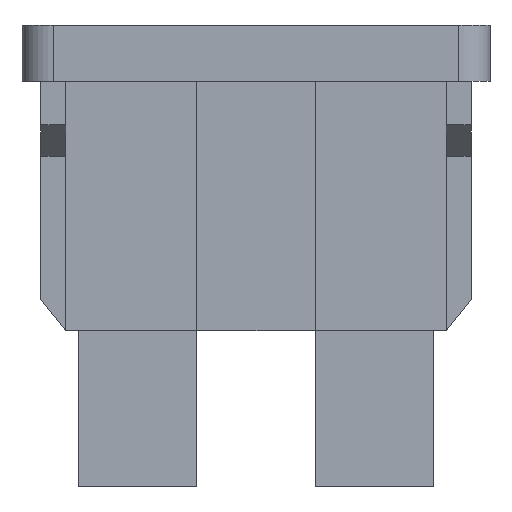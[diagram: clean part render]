
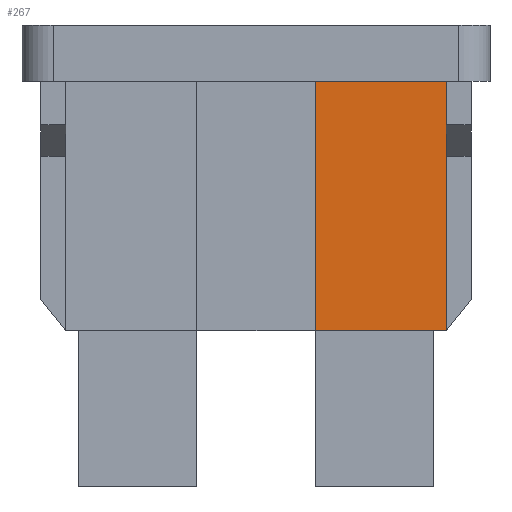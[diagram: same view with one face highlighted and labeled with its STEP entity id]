
A CAD part, front view. The second image highlights one B-rep face of the part: STEP entity #267.
In plain terms, the highlighted planar face has unit normal (0, -1, 0).
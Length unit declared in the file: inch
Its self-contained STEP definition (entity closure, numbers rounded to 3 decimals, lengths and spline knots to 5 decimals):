
#46 = EDGE_CURVE ( 'NONE', #477, #47, #1529, .T. ) ;
#47 = VERTEX_POINT ( 'NONE', #1525 ) ;
#135 = ORIENTED_EDGE ( 'NONE', *, *, #46, .F. ) ;
#246 = ORIENTED_EDGE ( 'NONE', *, *, #492, .T. ) ;
#247 = ORIENTED_EDGE ( 'NONE', *, *, #248, .F. ) ;
#248 = EDGE_CURVE ( 'NONE', #47, #483, #2071, .T. ) ;
#267 = ADVANCED_FACE ( 'NONE', ( #2149 ), #2266, .F. ) ;
#271 = ORIENTED_EDGE ( 'NONE', *, *, #476, .T. ) ;
#272 = ORIENTED_EDGE ( 'NONE', *, *, #276, .T. ) ;
#276 = EDGE_CURVE ( 'NONE', #473, #290, #2153, .T. ) ;
#283 = EDGE_LOOP ( 'NONE', ( #246, #247, #135, #271, #272 ) ) ;
#290 = VERTEX_POINT ( 'NONE', #2280 ) ;
#473 = VERTEX_POINT ( 'NONE', #2945 ) ;
#476 = EDGE_CURVE ( 'NONE', #477, #473, #2790, .T. ) ;
#477 = VERTEX_POINT ( 'NONE', #2786 ) ;
#483 = VERTEX_POINT ( 'NONE', #2776 ) ;
#492 = EDGE_CURVE ( 'NONE', #290, #483, #2815, .T. ) ;
#1525 = CARTESIAN_POINT ( 'NONE',  ( 0.47, 0.0675, -0.4 ) ) ;
#1526 = DIRECTION ( 'NONE',  ( -1., 0., 0. ) ) ;
#1527 = VECTOR ( 'NONE', #1526, 39.37008 ) ;
#1528 = CARTESIAN_POINT ( 'NONE',  ( 0.68, 0.0675, -0.4 ) ) ;
#1529 = LINE ( 'NONE', #1528, #1527 ) ;
#2067 = DIRECTION ( 'NONE',  ( 0., 0., 1. ) ) ;
#2068 = VECTOR ( 'NONE', #2067, 39.37008 ) ;
#2069 = CARTESIAN_POINT ( 'NONE',  ( 0.47, 0.0675, -0.4 ) ) ;
#2071 = LINE ( 'NONE', #2069, #2068 ) ;
#2149 = FACE_OUTER_BOUND ( 'NONE', #283, .T. ) ;
#2150 = DIRECTION ( 'NONE',  ( 0., 0., 1. ) ) ;
#2151 = VECTOR ( 'NONE', #2150, 39.37008 ) ;
#2152 = CARTESIAN_POINT ( 'NONE',  ( 0.68, 0.0675, -0.4 ) ) ;
#2153 = LINE ( 'NONE', #2152, #2151 ) ;
#2262 = DIRECTION ( 'NONE',  ( 0., 0., 1. ) ) ;
#2263 = DIRECTION ( 'NONE',  ( 0., 1., 0. ) ) ;
#2264 = CARTESIAN_POINT ( 'NONE',  ( 0.68, 0.0675, -0.4 ) ) ;
#2265 = AXIS2_PLACEMENT_3D ( 'NONE', #2264, #2263, #2262 ) ;
#2266 = PLANE ( 'NONE',  #2265 ) ;
#2280 = CARTESIAN_POINT ( 'NONE',  ( 0.68, 0.0675, 0. ) ) ;
#2776 = CARTESIAN_POINT ( 'NONE',  ( 0.47, 0.0675, 0. ) ) ;
#2786 = CARTESIAN_POINT ( 'NONE',  ( 0.68, 0.0675, -0.4 ) ) ;
#2787 = DIRECTION ( 'NONE',  ( 0., 0., 1. ) ) ;
#2788 = VECTOR ( 'NONE', #2787, 39.37008 ) ;
#2789 = CARTESIAN_POINT ( 'NONE',  ( 0.68, 0.0675, -0.4 ) ) ;
#2790 = LINE ( 'NONE', #2789, #2788 ) ;
#2812 = DIRECTION ( 'NONE',  ( -1., 0., 0. ) ) ;
#2813 = VECTOR ( 'NONE', #2812, 39.37008 ) ;
#2814 = CARTESIAN_POINT ( 'NONE',  ( 0.68, 0.0675, 0. ) ) ;
#2815 = LINE ( 'NONE', #2814, #2813 ) ;
#2945 = CARTESIAN_POINT ( 'NONE',  ( 0.68, 0.0675, -0.10864 ) ) ;
